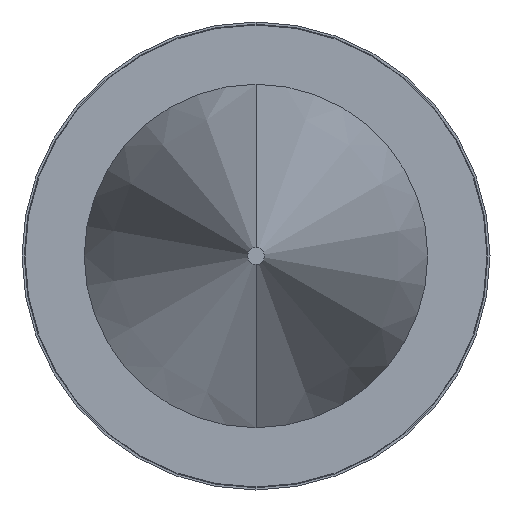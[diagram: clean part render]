
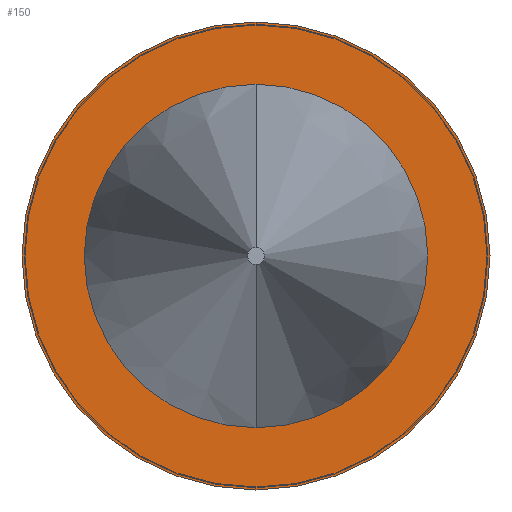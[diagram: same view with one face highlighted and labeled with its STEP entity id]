
A CAD part, left-side view. The second image highlights one B-rep face of the part: STEP entity #150.
In plain terms, the highlighted planar face has unit normal (-1, 0, 0).
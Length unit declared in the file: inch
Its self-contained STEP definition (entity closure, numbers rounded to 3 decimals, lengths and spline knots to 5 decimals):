
#65 = CARTESIAN_POINT ( 'NONE',  ( 0., 0., 0. ) ) ;
#96 = VERTEX_POINT ( 'NONE', #1094 ) ;
#124 = CARTESIAN_POINT ( 'NONE',  ( 0., 0., 0.02725 ) ) ;
#129 = EDGE_CURVE ( 'NONE', #96, #876, #1122, .T. ) ;
#150 = ADVANCED_FACE ( 'NONE', ( #1015, #562 ), #751, .F. ) ;
#195 = EDGE_CURVE ( 'NONE', #814, #1176, #396, .T. ) ;
#247 = DIRECTION ( 'NONE',  ( 0., 1., 0. ) ) ;
#249 = AXIS2_PLACEMENT_3D ( 'NONE', #954, #324, #1057 ) ;
#253 = DIRECTION ( 'NONE',  ( 0., 1., 0. ) ) ;
#276 = ORIENTED_EDGE ( 'NONE', *, *, #129, .F. ) ;
#319 = DIRECTION ( 'NONE',  ( 0., 0., -1. ) ) ;
#324 = DIRECTION ( 'NONE',  ( 1., 0., 0. ) ) ;
#342 = EDGE_CURVE ( 'NONE', #1176, #814, #936, .T. ) ;
#396 = CIRCLE ( 'NONE', #686, 0.02725 ) ;
#408 = CARTESIAN_POINT ( 'NONE',  ( 0., 0., 0.02 ) ) ;
#443 = EDGE_LOOP ( 'NONE', ( #1046, #1193 ) ) ;
#484 = CIRCLE ( 'NONE', #800, 0.02 ) ;
#562 = FACE_OUTER_BOUND ( 'NONE', #443, .T. ) ;
#613 = CARTESIAN_POINT ( 'NONE',  ( 0., 0., -0.02725 ) ) ;
#686 = AXIS2_PLACEMENT_3D ( 'NONE', #65, #1098, #319 ) ;
#687 = CARTESIAN_POINT ( 'NONE',  ( 0., 0., 0. ) ) ;
#693 = DIRECTION ( 'NONE',  ( 0., 1., 0. ) ) ;
#695 = DIRECTION ( 'NONE',  ( -1., 0., 0. ) ) ;
#738 = CARTESIAN_POINT ( 'NONE',  ( 0., 0., 0. ) ) ;
#751 = PLANE ( 'NONE',  #769 ) ;
#769 = AXIS2_PLACEMENT_3D ( 'NONE', #1279, #873, #253 ) ;
#800 = AXIS2_PLACEMENT_3D ( 'NONE', #687, #695, #693 ) ;
#814 = VERTEX_POINT ( 'NONE', #124 ) ;
#845 = AXIS2_PLACEMENT_3D ( 'NONE', #738, #863, #247 ) ;
#863 = DIRECTION ( 'NONE',  ( -1., 0., 0. ) ) ;
#873 = DIRECTION ( 'NONE',  ( 1., 0., 0. ) ) ;
#876 = VERTEX_POINT ( 'NONE', #408 ) ;
#936 = CIRCLE ( 'NONE', #249, 0.02725 ) ;
#943 = EDGE_LOOP ( 'NONE', ( #1251, #276 ) ) ;
#954 = CARTESIAN_POINT ( 'NONE',  ( 0., 0., 0. ) ) ;
#1015 = FACE_BOUND ( 'NONE', #943, .T. ) ;
#1046 = ORIENTED_EDGE ( 'NONE', *, *, #195, .F. ) ;
#1057 = DIRECTION ( 'NONE',  ( 0., 0., -1. ) ) ;
#1094 = CARTESIAN_POINT ( 'NONE',  ( 0., 0., -0.02 ) ) ;
#1098 = DIRECTION ( 'NONE',  ( 1., 0., 0. ) ) ;
#1122 = CIRCLE ( 'NONE', #845, 0.02 ) ;
#1131 = EDGE_CURVE ( 'NONE', #876, #96, #484, .T. ) ;
#1176 = VERTEX_POINT ( 'NONE', #613 ) ;
#1193 = ORIENTED_EDGE ( 'NONE', *, *, #342, .F. ) ;
#1251 = ORIENTED_EDGE ( 'NONE', *, *, #1131, .F. ) ;
#1279 = CARTESIAN_POINT ( 'NONE',  ( 0., 0.02725, 0. ) ) ;
